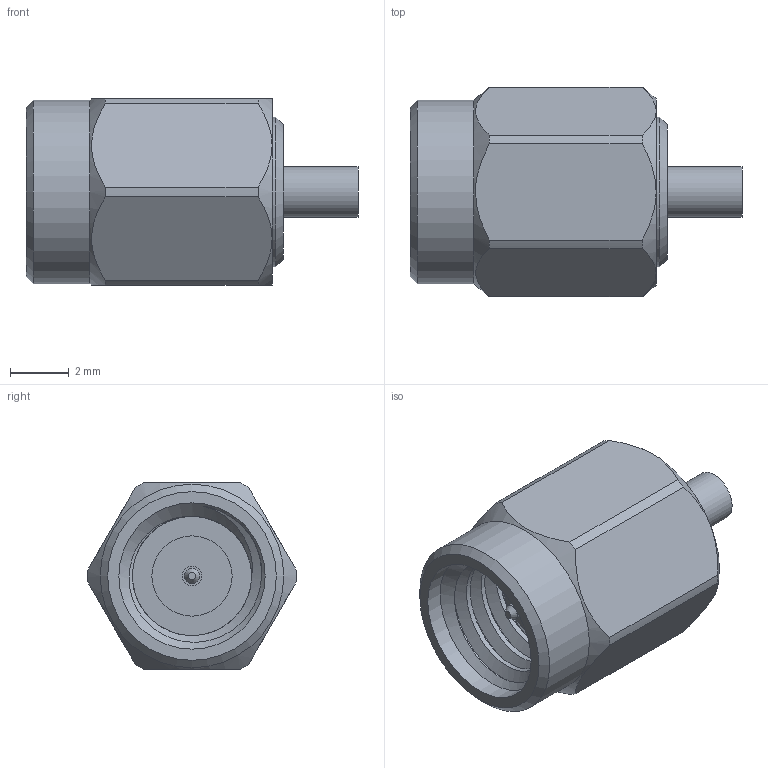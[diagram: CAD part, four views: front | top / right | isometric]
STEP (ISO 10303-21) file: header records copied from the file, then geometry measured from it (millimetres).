
FILE_DESCRIPTION (( 'STEP AP203' ), '1' );
FILE_NAME ('PE44440_3D.step', '2021-10-19T23:09:50', ( '' ), ( '' ), 'SwSTEP 2.0', 'SolidWorks 2021', '' );
FILE_SCHEMA (( 'CONFIG_CONTROL_DESIGN' ));
Length unit declared in the file: inch
Products named in the file (1): PE44440_3D
Bounding box: 11.3 x 7.15 x 6.35 mm (x, y, z)
Volume: 242 mm3; surface area: 353.6 mm2
Topology: 1 solids, 1 shells, 47 faces, 103 edges, 66 vertices
Faces by surface type: cylinder 16, plane 16, cone 12, bspline 3
Full cylindrical faces by diameter (mm): 0.531 x1, 0.658 x1, 0.927 x1, 1.727 x1, 2.731 x1, 4.978 x1, 5.08 x1, 5.334 x1, 6.248 x1
Entity records: 2595 total; most frequent: CARTESIAN_POINT 1611, DIRECTION 186, ORIENTED_EDGE 164, AXIS2_PLACEMENT_3D 87, EDGE_CURVE 82, EDGE_LOOP 70, VERTEX_POINT 60, FACE_OUTER_BOUND 56
